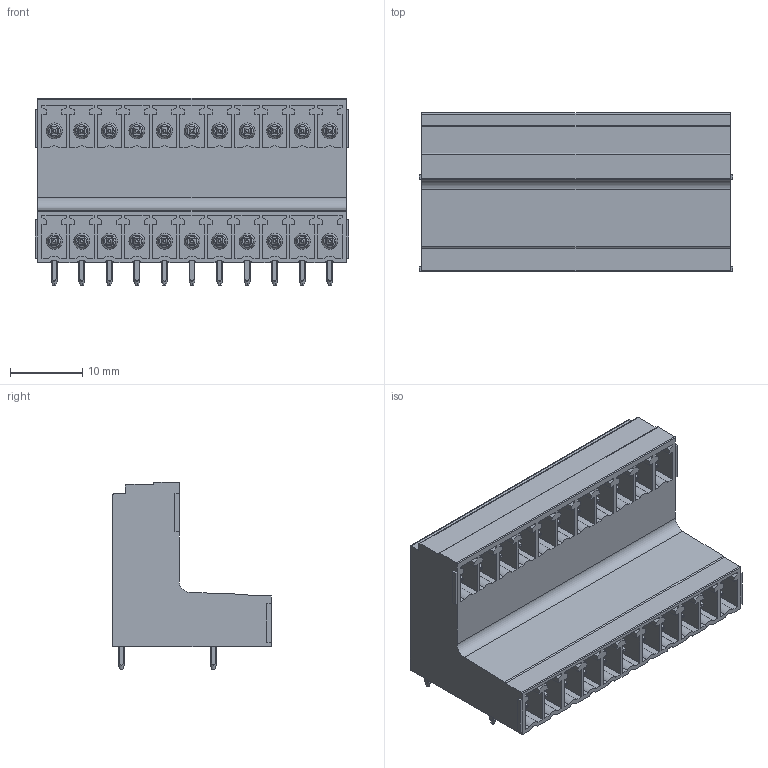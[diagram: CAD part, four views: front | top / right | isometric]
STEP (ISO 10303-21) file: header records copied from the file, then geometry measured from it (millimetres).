
FILE_DESCRIPTION(('CATIA V5 STEP Exchange','CAx-IF Rec.Pracs.--- Model Styling and Organization---1.2---2011-12-15'),'2;1');
FILE_NAME ('D1447268_0_1033590000_1033590000.stp','2018-10-13T11:15:01+00:00',('none'),('Weidmueller'),'CATIA Version 5-6 Release 2014','CATIA V5 STEP AP214','none');
FILE_SCHEMA(('AUTOMOTIVE_DESIGN { 1 0 10303 214 1 1 1 1 }'));
Length unit declared in the file: millimetre
Products named in the file (1): 1033590000
Bounding box: 43.3 x 21.9 x 25.9 mm (x, y, z)
Volume: 8844.9 mm3; surface area: 10507.1 mm2
Topology: 23 solids, 23 shells, 1444 faces, 3924 edges, 2570 vertices
Faces by surface type: plane 898, cylinder 370, cone 132, torus 44
Entity records: 45166 total; most frequent: CARTESIAN_POINT 12523, ORIENTED_EDGE 7848, DIRECTION 4759, EDGE_CURVE 3924, VECTOR 2722, LINE 2722, VERTEX_POINT 2570, EDGE_LOOP 1532
